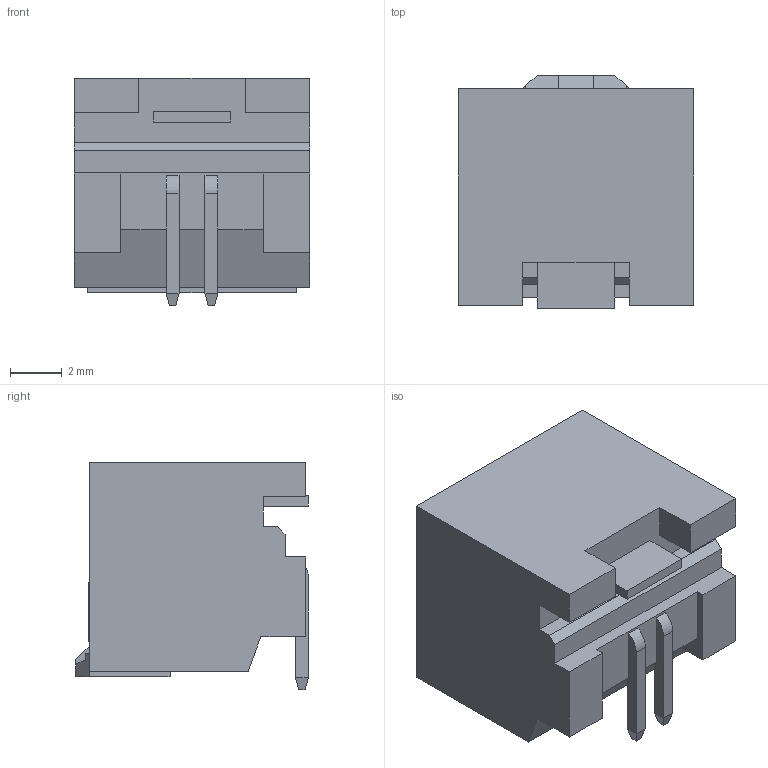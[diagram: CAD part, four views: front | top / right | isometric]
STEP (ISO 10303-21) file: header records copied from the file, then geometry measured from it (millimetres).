
FILE_DESCRIPTION((''),'2;1');
FILE_NAME('2016480020','2018-12-20T',('gga'),(''),'PRO/ENGINEER BY PARAMETRIC TECHNOLOGY CORPORATION, 2016010','PRO/ENGINEER BY PARAMETRIC TECHNOLOGY CORPORATION, 2016010','');
FILE_SCHEMA(('CONFIG_CONTROL_DESIGN'));
Length unit declared in the file: millimetre
Products named in the file (1): 2016480020
Bounding box: 9.1 x 9 x 8.8 mm (x, y, z)
Volume: 372.6 mm3; surface area: 684.8 mm2
Topology: 2 solids, 2 shells, 141 faces, 395 edges, 262 vertices
Faces by surface type: plane 139, cylinder 2
Entity records: 4457 total; most frequent: CARTESIAN_POINT 787, ORIENTED_EDGE 766, DIRECTION 683, VECTOR 391, LINE 391, EDGE_CURVE 383, VERTEX_POINT 250, EDGE_LOOP 147
